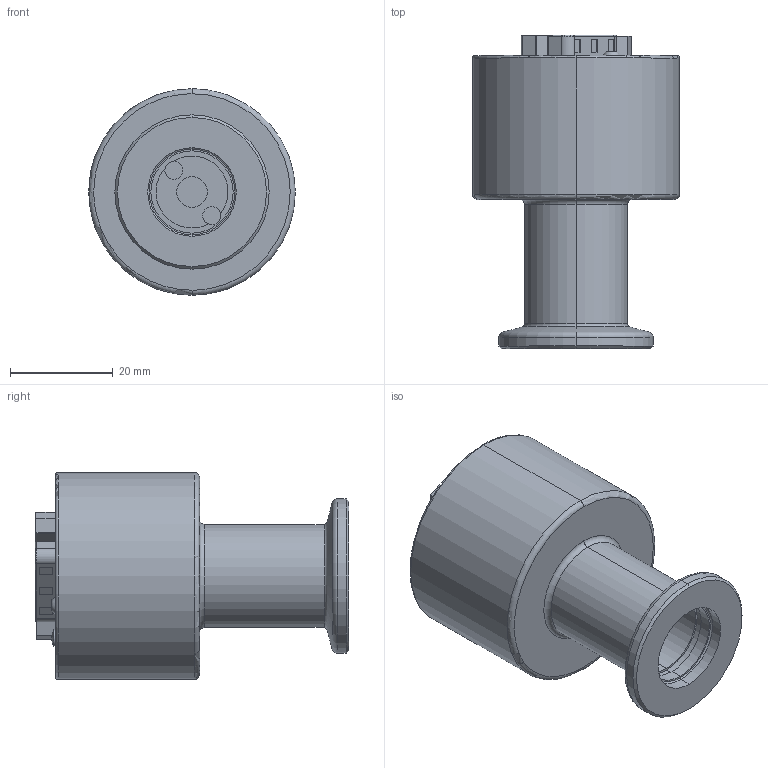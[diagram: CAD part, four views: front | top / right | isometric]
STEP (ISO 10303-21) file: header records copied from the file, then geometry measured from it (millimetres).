
FILE_DESCRIPTION (( 'STEP AP214' ), '1' );
FILE_NAME ('BVT_DB9_KF16EXT.STEP', '2023-07-19T19:48:09', ( '' ), ( '' ), 'SwSTEP 2.0', 'SolidWorks 2020', '' );
FILE_SCHEMA (( 'AUTOMOTIVE_DESIGN' ));
Length unit declared in the file: inch
Products named in the file (1): BVT_DB9_KF16EXT
Bounding box: 40.2 x 60.95 x 40.2 mm (x, y, z)
Volume: 39489.2 mm3; surface area: 11715.4 mm2
Topology: 20 solids, 20 shells, 355 faces, 809 edges, 524 vertices
Faces by surface type: plane 145, cylinder 138, torus 27, cone 24, bspline 18, sphere 3
Entity records: 11258 total; most frequent: CARTESIAN_POINT 2853, DIRECTION 1783, ORIENTED_EDGE 1602, EDGE_CURVE 801, AXIS2_PLACEMENT_3D 719, VERTEX_POINT 522, EDGE_LOOP 407, CIRCLE 381
